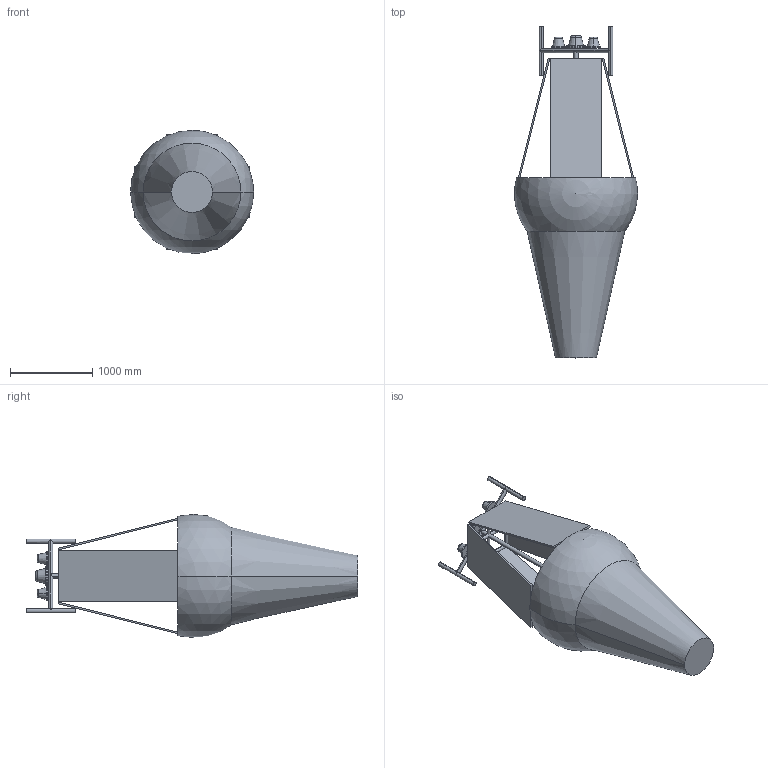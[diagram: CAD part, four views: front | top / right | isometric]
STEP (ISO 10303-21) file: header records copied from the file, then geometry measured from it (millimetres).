
FILE_DESCRIPTION (( 'STEP AP203' ), '1' );
FILE_NAME ('BSMM.STEP', '2017-04-30T17:18:18', ( '' ), ( '' ), 'SwSTEP 2.0', 'SolidWorks 2015', '' );
FILE_SCHEMA (( 'CONFIG_CONTROL_DESIGN' ));
Length unit declared in the file: millimetre
Products named in the file (1): BSMM
Bounding box: 1499.21 x 4042.03 x 1500 mm (x, y, z)
Volume: 2044953225.2 mm3; surface area: 18548134.8 mm2
Topology: 8 solids, 10 shells, 140 faces, 313 edges, 201 vertices
Faces by surface type: plane 61, cylinder 41, cone 14, torus 14, sphere 10
Entity records: 4248 total; most frequent: CARTESIAN_POINT 998, DIRECTION 716, ORIENTED_EDGE 616, EDGE_CURVE 308, AXIS2_PLACEMENT_3D 287, VERTEX_POINT 198, EDGE_LOOP 154, CIRCLE 146
